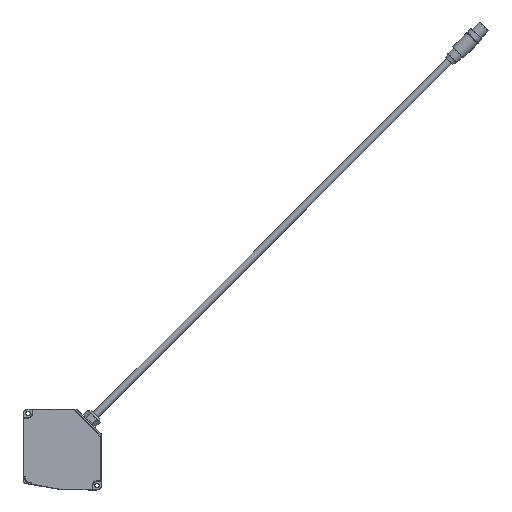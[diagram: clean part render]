
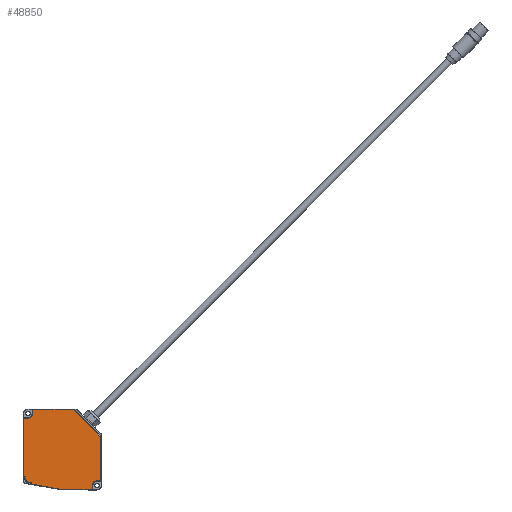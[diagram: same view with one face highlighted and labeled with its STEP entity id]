
A CAD part, top view. The second image highlights one B-rep face of the part: STEP entity #48850.
In plain terms, the highlighted planar face has unit normal (0, 0, 1).
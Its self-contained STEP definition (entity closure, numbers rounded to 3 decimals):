
#46990=CARTESIAN_POINT('',(0.,0.,3.));
#47000=DIRECTION('',(0.,0.,1.));
#47010=DIRECTION('',(1.,0.,0.));
#47020=AXIS2_PLACEMENT_3D('',#46990,#47000,#47010);
#47030=PLANE('',#47020);
#47040=CARTESIAN_POINT('',(7.33,6.674,3.));
#47050=CARTESIAN_POINT('',(7.33,6.693,3.));
#47060=CARTESIAN_POINT('',(7.329,6.712,3.));
#47070=CARTESIAN_POINT('',(7.322,6.782,3.));
#47080=CARTESIAN_POINT('',(7.311,6.833,3.));
#47090=CARTESIAN_POINT('',(7.269,6.947,3.));
#47100=CARTESIAN_POINT('',(7.234,7.007,3.));
#47110=CARTESIAN_POINT('',(7.189,7.06,3.));
#47120=CARTESIAN_POINT('',(7.125,7.136,3.));
#47130=CARTESIAN_POINT('',(7.044,7.195,3.));
#47140=CARTESIAN_POINT('',(6.931,7.24,3.));
#47150=CARTESIAN_POINT('',(6.91,7.247,3.));
#47160=CARTESIAN_POINT('',(6.871,7.258,3.));
#47170=CARTESIAN_POINT('',(6.852,7.262,3.));
#47180=CARTESIAN_POINT('',(6.834,7.265,3.));
#47190=B_SPLINE_CURVE_WITH_KNOTS('',3,(#47040,#47050,#47060,#47070,
#47080,#47090,#47100,#47110,#47120,#47130,#47140,#47150,#47160,#47170,
#47180),.UNSPECIFIED.,.F.,.F.,(4,2,2,3,2,2,4),(0.,0.042,
0.16,0.315,0.538,0.587,
0.63),.UNSPECIFIED.);
#47200=CARTESIAN_POINT('',(7.33,6.674,3.));
#47210=VERTEX_POINT('',#47200);
#47220=CARTESIAN_POINT('',(6.834,7.265,3.));
#47230=VERTEX_POINT('',#47220);
#47240=EDGE_CURVE('',#47210,#47230,#47190,.T.);
#47250=ORIENTED_EDGE('',*,*,#47240,.F.);
#47260=CARTESIAN_POINT('',(0.,8.47,3.));
#47270=DIRECTION('',(0.985,-0.174,0.));
#47280=VECTOR('',#47270,1.);
#47290=LINE('',#47260,#47280);
#47300=CARTESIAN_POINT('',(4.863,7.613,3.));
#47310=VERTEX_POINT('',#47300);
#47320=EDGE_CURVE('',#47310,#47230,#47290,.T.);
#47330=ORIENTED_EDGE('',*,*,#47320,.T.);
#47340=CARTESIAN_POINT('',(5.5,11.227,3.));
#47350=DIRECTION('',(0.,0.,-1.));
#47360=DIRECTION('',(-1.,0.,0.));
#47370=AXIS2_PLACEMENT_3D('',#47340,#47350,#47360);
#47380=CIRCLE('',#47370,3.67);
#47390=CARTESIAN_POINT('',(1.83,11.227,3.));
#47400=VERTEX_POINT('',#47390);
#47410=EDGE_CURVE('',#47310,#47400,#47380,.T.);
#47420=ORIENTED_EDGE('',*,*,#47410,.F.);
#47430=CARTESIAN_POINT('',(1.83,0.,3.));
#47440=DIRECTION('',(0.,-1.,0.));
#47450=VECTOR('',#47440,1.);
#47460=LINE('',#47430,#47450);
#47470=CARTESIAN_POINT('',(1.83,12.53,3.));
#47480=VERTEX_POINT('',#47470);
#47490=EDGE_CURVE('',#47480,#47400,#47460,.T.);
#47500=ORIENTED_EDGE('',*,*,#47490,.T.);
#47510=CARTESIAN_POINT('',(1.83,12.53,3.));
#47520=CARTESIAN_POINT('',(1.83,12.548,3.));
#47530=CARTESIAN_POINT('',(1.829,12.567,3.));
#47540=CARTESIAN_POINT('',(1.821,12.655,3.));
#47550=CARTESIAN_POINT('',(1.802,12.723,3.));
#47560=CARTESIAN_POINT('',(1.743,12.849,3.));
#47570=CARTESIAN_POINT('',(1.703,12.905,3.));
#47580=CARTESIAN_POINT('',(1.654,12.954,3.));
#47590=CARTESIAN_POINT('',(1.584,13.024,3.));
#47600=CARTESIAN_POINT('',(1.497,13.076,3.));
#47610=CARTESIAN_POINT('',(1.364,13.116,3.));
#47620=CARTESIAN_POINT('',(1.325,13.123,3.));
#47630=CARTESIAN_POINT('',(1.267,13.129,3.));
#47640=CARTESIAN_POINT('',(1.249,13.13,3.));
#47650=CARTESIAN_POINT('',(1.23,13.13,3.));
#47660=B_SPLINE_CURVE_WITH_KNOTS('',3,(#47510,#47520,#47530,#47540,
#47550,#47560,#47570,#47580,#47590,#47600,#47610,#47620,#47630,#47640,
#47650),.UNSPECIFIED.,.F.,.F.,(4,2,2,3,2,2,4),(0.,0.042,
0.199,0.354,0.577,0.666,
0.708),.UNSPECIFIED.);
#47670=CARTESIAN_POINT('',(1.23,13.13,3.));
#47680=VERTEX_POINT('',#47670);
#47690=EDGE_CURVE('',#47480,#47680,#47660,.T.);
#47700=ORIENTED_EDGE('',*,*,#47690,.F.);
#47710=CARTESIAN_POINT('',(0.,13.13,3.));
#47720=DIRECTION('',(1.,0.,0.));
#47730=VECTOR('',#47720,1.);
#47740=LINE('',#47710,#47730);
#47750=CARTESIAN_POINT('',(0.33,13.13,3.));
#47760=VERTEX_POINT('',#47750);
#47770=EDGE_CURVE('',#47760,#47680,#47740,.T.);
#47780=ORIENTED_EDGE('',*,*,#47770,.T.);
#47790=CARTESIAN_POINT('',(0.33,0.,3.));
#47800=DIRECTION('',(0.,-1.,0.));
#47810=VECTOR('',#47800,1.);
#47820=LINE('',#47790,#47810);
#47830=CARTESIAN_POINT('',(0.33,69.27,3.));
#47840=VERTEX_POINT('',#47830);
#47850=EDGE_CURVE('',#47840,#47760,#47820,.T.);
#47860=ORIENTED_EDGE('',*,*,#47850,.T.);
#47870=CARTESIAN_POINT('',(0.,69.27,3.));
#47880=DIRECTION('',(-1.,0.,0.));
#47890=VECTOR('',#47880,1.);
#47900=LINE('',#47870,#47890);
#47910=CARTESIAN_POINT('',(4.2,69.27,3.));
#47920=VERTEX_POINT('',#47910);
#47930=EDGE_CURVE('',#47920,#47840,#47900,.T.);
#47940=ORIENTED_EDGE('',*,*,#47930,.T.);
#47950=CARTESIAN_POINT('',(4.2,73.8,3.));
#47960=DIRECTION('',(0.,0.,1.));
#47970=DIRECTION('',(1.,0.,0.));
#47980=AXIS2_PLACEMENT_3D('',#47950,#47960,#47970);
#47990=CIRCLE('',#47980,4.53);
#48000=CARTESIAN_POINT('',(8.73,73.8,3.));
#48010=VERTEX_POINT('',#48000);
#48020=EDGE_CURVE('',#47920,#48010,#47990,.T.);
#48030=ORIENTED_EDGE('',*,*,#48020,.F.);
#48040=CARTESIAN_POINT('',(8.73,0.,3.));
#48050=DIRECTION('',(0.,-1.,0.));
#48060=VECTOR('',#48050,1.);
#48070=LINE('',#48040,#48060);
#48080=CARTESIAN_POINT('',(8.73,77.67,3.));
#48090=VERTEX_POINT('',#48080);
#48100=EDGE_CURVE('',#48090,#48010,#48070,.T.);
#48110=ORIENTED_EDGE('',*,*,#48100,.T.);
#48120=CARTESIAN_POINT('',(0.,77.67,3.));
#48130=DIRECTION('',(-1.,0.,0.));
#48140=VECTOR('',#48130,1.);
#48150=LINE('',#48120,#48140);
#48160=CARTESIAN_POINT('',(48.035,77.67,3.));
#48170=VERTEX_POINT('',#48160);
#48180=EDGE_CURVE('',#48170,#48090,#48150,.T.);
#48190=ORIENTED_EDGE('',*,*,#48180,.T.);
#48200=CARTESIAN_POINT('',(125.705,0.,3.));
#48210=DIRECTION('',(-0.707,0.707,0.));
#48220=VECTOR('',#48210,1.);
#48230=LINE('',#48200,#48220);
#48240=CARTESIAN_POINT('',(74.67,51.035,3.));
#48250=VERTEX_POINT('',#48240);
#48260=EDGE_CURVE('',#48250,#48170,#48230,.T.);
#48270=ORIENTED_EDGE('',*,*,#48260,.T.);
#48280=CARTESIAN_POINT('',(74.67,0.,3.));
#48290=DIRECTION('',(0.,1.,0.));
#48300=VECTOR('',#48290,1.);
#48310=LINE('',#48280,#48300);
#48320=CARTESIAN_POINT('',(74.67,8.73,3.));
#48330=VERTEX_POINT('',#48320);
#48340=EDGE_CURVE('',#48330,#48250,#48310,.T.);
#48350=ORIENTED_EDGE('',*,*,#48340,.T.);
#48360=CARTESIAN_POINT('',(0.,8.73,3.));
#48370=DIRECTION('',(1.,0.,0.));
#48380=VECTOR('',#48370,1.);
#48390=LINE('',#48360,#48380);
#48400=CARTESIAN_POINT('',(70.8,8.73,3.));
#48410=VERTEX_POINT('',#48400);
#48420=EDGE_CURVE('',#48410,#48330,#48390,.T.);
#48430=ORIENTED_EDGE('',*,*,#48420,.T.);
#48440=CARTESIAN_POINT('',(70.8,4.2,3.));
#48450=DIRECTION('',(0.,0.,1.));
#48460=DIRECTION('',(1.,0.,0.));
#48470=AXIS2_PLACEMENT_3D('',#48440,#48450,#48460);
#48480=CIRCLE('',#48470,4.53);
#48490=CARTESIAN_POINT('',(66.27,4.2,3.));
#48500=VERTEX_POINT('',#48490);
#48510=EDGE_CURVE('',#48410,#48500,#48480,.T.);
#48520=ORIENTED_EDGE('',*,*,#48510,.F.);
#48530=CARTESIAN_POINT('',(66.27,0.,3.));
#48540=DIRECTION('',(0.,1.,0.));
#48550=VECTOR('',#48540,1.);
#48560=LINE('',#48530,#48550);
#48570=CARTESIAN_POINT('',(66.27,0.33,3.));
#48580=VERTEX_POINT('',#48570);
#48590=EDGE_CURVE('',#48580,#48500,#48560,.T.);
#48600=ORIENTED_EDGE('',*,*,#48590,.T.);
#48610=CARTESIAN_POINT('',(0.,0.33,3.));
#48620=DIRECTION('',(1.,0.,0.));
#48630=VECTOR('',#48620,1.);
#48640=LINE('',#48610,#48630);
#48650=CARTESIAN_POINT('',(37.529,0.33,3.));
#48660=VERTEX_POINT('',#48650);
#48670=EDGE_CURVE('',#48660,#48580,#48640,.T.);
#48680=ORIENTED_EDGE('',*,*,#48670,.T.);
#48690=CARTESIAN_POINT('',(0.,6.947,3.));
#48700=DIRECTION('',(0.985,-0.174,0.));
#48710=VECTOR('',#48700,1.);
#48720=LINE('',#48690,#48710);
#48730=CARTESIAN_POINT('',(7.33,5.655,3.));
#48740=VERTEX_POINT('',#48730);
#48750=EDGE_CURVE('',#48740,#48660,#48720,.T.);
#48760=ORIENTED_EDGE('',*,*,#48750,.T.);
#48770=CARTESIAN_POINT('',(7.33,0.,3.));
#48780=DIRECTION('',(0.,-1.,0.));
#48790=VECTOR('',#48780,1.);
#48800=LINE('',#48770,#48790);
#48810=EDGE_CURVE('',#47210,#48740,#48800,.T.);
#48820=ORIENTED_EDGE('',*,*,#48810,.T.);
#48830=EDGE_LOOP('',(#48820,#48760,#48680,#48600,#48520,#48430,#48350,
#48270,#48190,#48110,#48030,#47940,#47860,#47780,#47700,#47500,#47420,
#47330,#47250));
#48840=FACE_OUTER_BOUND('',#48830,.T.);
#48850=ADVANCED_FACE('',(#48840),#47030,.T.);
